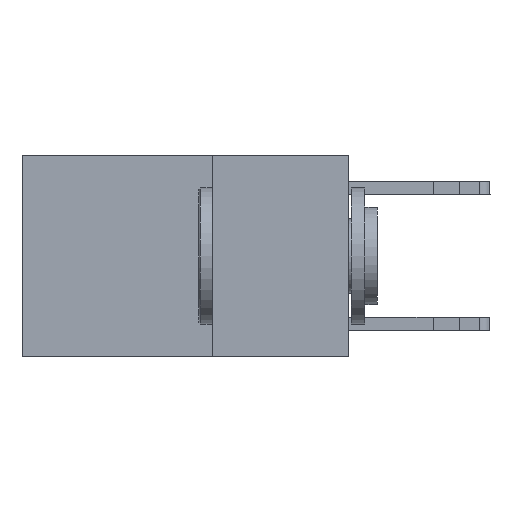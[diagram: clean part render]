
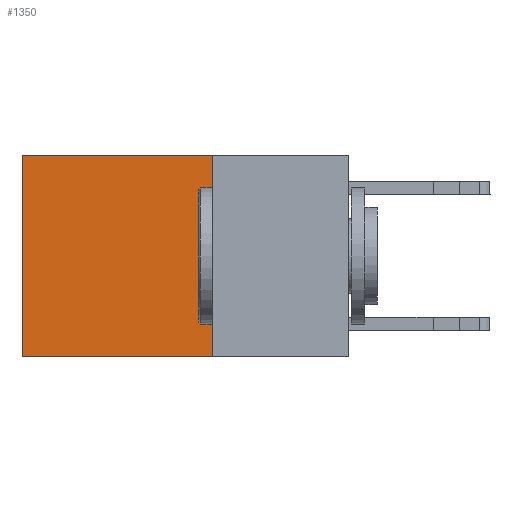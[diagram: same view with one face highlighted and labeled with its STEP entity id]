
A CAD part, left-side view. The second image highlights one B-rep face of the part: STEP entity #1350.
In plain terms, the highlighted planar face has unit normal (-1, 0, 0).
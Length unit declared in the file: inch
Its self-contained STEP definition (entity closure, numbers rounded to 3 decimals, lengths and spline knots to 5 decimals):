
#244 = DIRECTION ( 'NONE',  ( 0., 1., 0. ) ) ;
#246 = DIRECTION ( 'NONE',  ( 0., 1., 0. ) ) ;
#707 = ORIENTED_EDGE ( 'NONE', *, *, #12493, .F. ) ;
#1350 = ADVANCED_FACE ( 'NONE', ( #9291 ), #3132, .F. ) ;
#1388 = CARTESIAN_POINT ( 'NONE',  ( 0.2625, 0.25, 0. ) ) ;
#1546 = AXIS2_PLACEMENT_3D ( 'NONE', #10919, #6316, #6112 ) ;
#1759 = LINE ( 'NONE', #16156, #15327 ) ;
#1961 = CARTESIAN_POINT ( 'NONE',  ( 0.2625, 0.25, -0.37 ) ) ;
#3132 = PLANE ( 'NONE',  #1546 ) ;
#3316 = VERTEX_POINT ( 'NONE', #19748 ) ;
#4380 = VECTOR ( 'NONE', #5951, 39.37008 ) ;
#5320 = LINE ( 'NONE', #15022, #5895 ) ;
#5895 = VECTOR ( 'NONE', #17889, 39.37008 ) ;
#5951 = DIRECTION ( 'NONE',  ( 0., 0., -1. ) ) ;
#6112 = DIRECTION ( 'NONE',  ( 0., 0., -1. ) ) ;
#6237 = EDGE_LOOP ( 'NONE', ( #13192, #707, #11335, #7614 ) ) ;
#6316 = DIRECTION ( 'NONE',  ( 1., 0., 0. ) ) ;
#6545 = VECTOR ( 'NONE', #246, 39.37008 ) ;
#7614 = ORIENTED_EDGE ( 'NONE', *, *, #15462, .T. ) ;
#9291 = FACE_OUTER_BOUND ( 'NONE', #6237, .T. ) ;
#10766 = LINE ( 'NONE', #20021, #4380 ) ;
#10919 = CARTESIAN_POINT ( 'NONE',  ( 0.2625, 0.25, 0. ) ) ;
#11008 = CARTESIAN_POINT ( 'NONE',  ( 0.2625, 0.6, 0. ) ) ;
#11335 = ORIENTED_EDGE ( 'NONE', *, *, #15654, .F. ) ;
#11548 = VERTEX_POINT ( 'NONE', #14412 ) ;
#12493 = EDGE_CURVE ( 'NONE', #3316, #11548, #18811, .T. ) ;
#13192 = ORIENTED_EDGE ( 'NONE', *, *, #14076, .T. ) ;
#14076 = EDGE_CURVE ( 'NONE', #18559, #11548, #10766, .T. ) ;
#14412 = CARTESIAN_POINT ( 'NONE',  ( 0.2625, 0.6, -0.37 ) ) ;
#15022 = CARTESIAN_POINT ( 'NONE',  ( 0.2625, 0.25, 0. ) ) ;
#15327 = VECTOR ( 'NONE', #244, 39.37008 ) ;
#15462 = EDGE_CURVE ( 'NONE', #16634, #18559, #1759, .T. ) ;
#15654 = EDGE_CURVE ( 'NONE', #16634, #3316, #5320, .T. ) ;
#16156 = CARTESIAN_POINT ( 'NONE',  ( 0.2625, 0.25, 0. ) ) ;
#16634 = VERTEX_POINT ( 'NONE', #1388 ) ;
#17889 = DIRECTION ( 'NONE',  ( 0., 0., -1. ) ) ;
#18559 = VERTEX_POINT ( 'NONE', #11008 ) ;
#18811 = LINE ( 'NONE', #1961, #6545 ) ;
#19748 = CARTESIAN_POINT ( 'NONE',  ( 0.2625, 0.25, -0.37 ) ) ;
#20021 = CARTESIAN_POINT ( 'NONE',  ( 0.2625, 0.6, 0. ) ) ;
